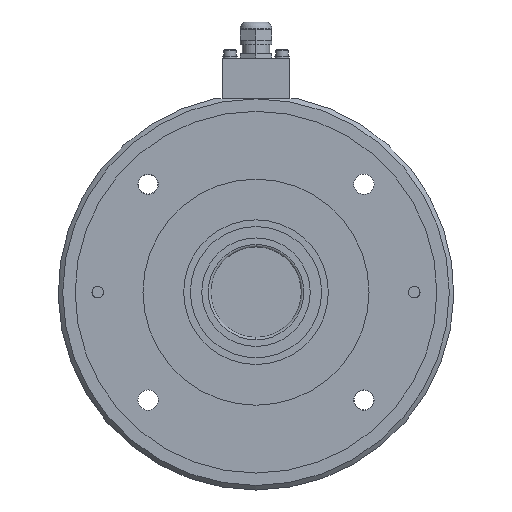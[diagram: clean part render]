
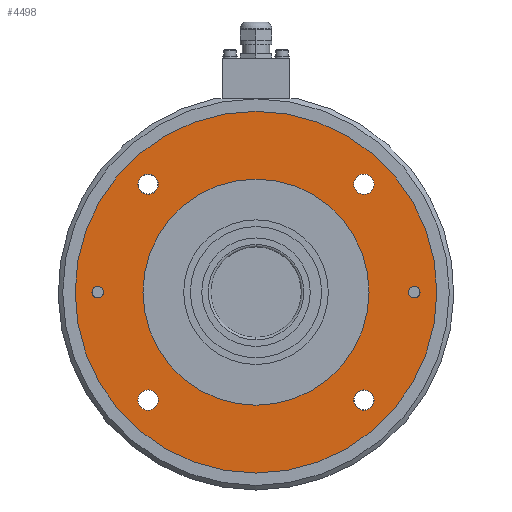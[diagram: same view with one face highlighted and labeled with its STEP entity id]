
A CAD part, left-side view. The second image highlights one B-rep face of the part: STEP entity #4498.
In plain terms, the highlighted face is planar.
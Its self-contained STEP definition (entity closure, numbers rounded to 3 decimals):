
#3848=CARTESIAN_POINT('',(3.1,80.0,0.0));
#3849=VERTEX_POINT('',#3848);
#3858=CARTESIAN_POINT('',(3.1,-80.0,0.));
#3859=VERTEX_POINT('',#3858);
#3860=CARTESIAN_POINT('',(3.1,0.0,0.0));
#3861=DIRECTION('',(1.0,0.0,0.0));
#3862=DIRECTION('',(0.0,1.0,0.0));
#3863=AXIS2_PLACEMENT_3D('',#3860,#3861,#3862);
#3864=CIRCLE('',#3863,80.0);
#3865=EDGE_CURVE('',#3859,#3849,#3864,.T.);
#4018=CARTESIAN_POINT('',(3.1,50.0,0.0));
#4019=VERTEX_POINT('',#4018);
#4035=CARTESIAN_POINT('',(3.1,-50.0,0.));
#4036=VERTEX_POINT('',#4035);
#4043=CARTESIAN_POINT('',(3.1,0.0,0.0));
#4044=DIRECTION('',(1.0,0.0,0.0));
#4045=DIRECTION('',(0.0,1.0,0.0));
#4046=AXIS2_PLACEMENT_3D('',#4043,#4044,#4045);
#4047=CIRCLE('',#4046,50.0);
#4048=EDGE_CURVE('',#4036,#4019,#4047,.T.);
#4060=CARTESIAN_POINT('',(3.1,0.,72.576));
#4061=VERTEX_POINT('',#4060);
#4077=CARTESIAN_POINT('',(3.1,0.,67.424));
#4078=VERTEX_POINT('',#4077);
#4085=CARTESIAN_POINT('',(3.1,0.,70.0));
#4086=DIRECTION('',(-1.0,0.0,0.0));
#4087=DIRECTION('',(0.0,0.0,1.0));
#4088=AXIS2_PLACEMENT_3D('',#4085,#4086,#4087);
#4089=CIRCLE('',#4088,2.576);
#4090=EDGE_CURVE('',#4061,#4078,#4089,.T.);
#4102=CARTESIAN_POINT('',(3.1,47.73,52.23));
#4103=VERTEX_POINT('',#4102);
#4119=CARTESIAN_POINT('',(3.1,47.73,43.23));
#4120=VERTEX_POINT('',#4119);
#4127=CARTESIAN_POINT('',(3.1,47.73,47.73));
#4128=DIRECTION('',(-1.0,0.0,0.0));
#4129=DIRECTION('',(0.0,0.0,1.0));
#4130=AXIS2_PLACEMENT_3D('',#4127,#4128,#4129);
#4131=CIRCLE('',#4130,4.5);
#4132=EDGE_CURVE('',#4103,#4120,#4131,.T.);
#4144=CARTESIAN_POINT('',(3.1,0.,-72.576));
#4145=VERTEX_POINT('',#4144);
#4161=CARTESIAN_POINT('',(3.1,0.,-67.424));
#4162=VERTEX_POINT('',#4161);
#4169=CARTESIAN_POINT('',(3.1,0.,-70.0));
#4170=DIRECTION('',(-1.0,0.0,0.0));
#4171=DIRECTION('',(0.0,0.0,-1.0));
#4172=AXIS2_PLACEMENT_3D('',#4169,#4170,#4171);
#4173=CIRCLE('',#4172,2.576);
#4174=EDGE_CURVE('',#4145,#4162,#4173,.T.);
#4186=CARTESIAN_POINT('',(3.1,52.23,-47.73));
#4187=VERTEX_POINT('',#4186);
#4203=CARTESIAN_POINT('',(3.1,43.23,-47.73));
#4204=VERTEX_POINT('',#4203);
#4211=CARTESIAN_POINT('',(3.1,47.73,-47.73));
#4212=DIRECTION('',(-1.0,0.0,0.0));
#4213=DIRECTION('',(0.0,1.0,0.0));
#4214=AXIS2_PLACEMENT_3D('',#4211,#4212,#4213);
#4215=CIRCLE('',#4214,4.5);
#4216=EDGE_CURVE('',#4187,#4204,#4215,.T.);
#4228=CARTESIAN_POINT('',(3.1,-47.73,-52.23));
#4229=VERTEX_POINT('',#4228);
#4245=CARTESIAN_POINT('',(3.1,-47.73,-43.23));
#4246=VERTEX_POINT('',#4245);
#4253=CARTESIAN_POINT('',(3.1,-47.73,-47.73));
#4254=DIRECTION('',(-1.0,0.0,0.0));
#4255=DIRECTION('',(0.0,0.0,-1.0));
#4256=AXIS2_PLACEMENT_3D('',#4253,#4254,#4255);
#4257=CIRCLE('',#4256,4.5);
#4258=EDGE_CURVE('',#4229,#4246,#4257,.T.);
#4270=CARTESIAN_POINT('',(3.1,-52.23,47.73));
#4271=VERTEX_POINT('',#4270);
#4287=CARTESIAN_POINT('',(3.1,-43.23,47.73));
#4288=VERTEX_POINT('',#4287);
#4295=CARTESIAN_POINT('',(3.1,-47.73,47.73));
#4296=DIRECTION('',(-1.0,0.0,0.0));
#4297=DIRECTION('',(0.0,-1.0,0.0));
#4298=AXIS2_PLACEMENT_3D('',#4295,#4296,#4297);
#4299=CIRCLE('',#4298,4.5);
#4300=EDGE_CURVE('',#4271,#4288,#4299,.T.);
#4311=CARTESIAN_POINT('',(3.1,-47.73,47.73));
#4312=DIRECTION('',(-1.0,0.0,0.0));
#4313=DIRECTION('',(0.0,-1.0,0.0));
#4314=AXIS2_PLACEMENT_3D('',#4311,#4312,#4313);
#4315=CIRCLE('',#4314,4.5);
#4316=EDGE_CURVE('',#4288,#4271,#4315,.T.);
#4335=CARTESIAN_POINT('',(3.1,-47.73,-47.73));
#4336=DIRECTION('',(-1.0,0.0,0.0));
#4337=DIRECTION('',(0.0,0.0,-1.0));
#4338=AXIS2_PLACEMENT_3D('',#4335,#4336,#4337);
#4339=CIRCLE('',#4338,4.5);
#4340=EDGE_CURVE('',#4246,#4229,#4339,.T.);
#4359=CARTESIAN_POINT('',(3.1,47.73,-47.73));
#4360=DIRECTION('',(-1.0,0.0,0.0));
#4361=DIRECTION('',(0.0,1.0,0.0));
#4362=AXIS2_PLACEMENT_3D('',#4359,#4360,#4361);
#4363=CIRCLE('',#4362,4.5);
#4364=EDGE_CURVE('',#4204,#4187,#4363,.T.);
#4383=CARTESIAN_POINT('',(3.1,0.,-70.0));
#4384=DIRECTION('',(-1.0,0.0,0.0));
#4385=DIRECTION('',(0.0,0.0,-1.0));
#4386=AXIS2_PLACEMENT_3D('',#4383,#4384,#4385);
#4387=CIRCLE('',#4386,2.576);
#4388=EDGE_CURVE('',#4162,#4145,#4387,.T.);
#4407=CARTESIAN_POINT('',(3.1,47.73,47.73));
#4408=DIRECTION('',(-1.0,0.0,0.0));
#4409=DIRECTION('',(0.0,0.0,1.0));
#4410=AXIS2_PLACEMENT_3D('',#4407,#4408,#4409);
#4411=CIRCLE('',#4410,4.5);
#4412=EDGE_CURVE('',#4120,#4103,#4411,.T.);
#4431=CARTESIAN_POINT('',(3.1,0.,70.0));
#4432=DIRECTION('',(-1.0,0.0,0.0));
#4433=DIRECTION('',(0.0,0.0,1.0));
#4434=AXIS2_PLACEMENT_3D('',#4431,#4432,#4433);
#4435=CIRCLE('',#4434,2.576);
#4436=EDGE_CURVE('',#4078,#4061,#4435,.T.);
#4449=CARTESIAN_POINT('',(3.1,-88.0,88.0));
#4450=DIRECTION('',(1.0,0.0,0.0));
#4451=DIRECTION('',(0.0,0.0,-1.0));
#4452=AXIS2_PLACEMENT_3D('',#4449,#4450,#4451);
#4453=PLANE('',#4452);
#4454=CARTESIAN_POINT('',(3.1,0.0,0.0));
#4455=DIRECTION('',(1.0,0.0,0.0));
#4456=DIRECTION('',(0.0,1.0,0.0));
#4457=AXIS2_PLACEMENT_3D('',#4454,#4455,#4456);
#4458=CIRCLE('',#4457,80.0);
#4459=EDGE_CURVE('',#3849,#3859,#4458,.T.);
#4460=ORIENTED_EDGE('',*,*,#4459,.T.);
#4461=ORIENTED_EDGE('',*,*,#3865,.T.);
#4462=EDGE_LOOP('',(#4460,#4461));
#4463=FACE_OUTER_BOUND('',#4462,.T.);
#4464=ORIENTED_EDGE('',*,*,#4316,.T.);
#4465=ORIENTED_EDGE('',*,*,#4300,.T.);
#4466=EDGE_LOOP('',(#4464,#4465));
#4467=FACE_BOUND('',#4466,.T.);
#4468=ORIENTED_EDGE('',*,*,#4340,.T.);
#4469=ORIENTED_EDGE('',*,*,#4258,.T.);
#4470=EDGE_LOOP('',(#4468,#4469));
#4471=FACE_BOUND('',#4470,.T.);
#4472=ORIENTED_EDGE('',*,*,#4364,.T.);
#4473=ORIENTED_EDGE('',*,*,#4216,.T.);
#4474=EDGE_LOOP('',(#4472,#4473));
#4475=FACE_BOUND('',#4474,.T.);
#4476=ORIENTED_EDGE('',*,*,#4388,.T.);
#4477=ORIENTED_EDGE('',*,*,#4174,.T.);
#4478=EDGE_LOOP('',(#4476,#4477));
#4479=FACE_BOUND('',#4478,.T.);
#4480=ORIENTED_EDGE('',*,*,#4412,.T.);
#4481=ORIENTED_EDGE('',*,*,#4132,.T.);
#4482=EDGE_LOOP('',(#4480,#4481));
#4483=FACE_BOUND('',#4482,.T.);
#4484=ORIENTED_EDGE('',*,*,#4436,.T.);
#4485=ORIENTED_EDGE('',*,*,#4090,.T.);
#4486=EDGE_LOOP('',(#4484,#4485));
#4487=FACE_BOUND('',#4486,.T.);
#4488=CARTESIAN_POINT('',(3.1,0.0,0.0));
#4489=DIRECTION('',(1.0,0.0,0.0));
#4490=DIRECTION('',(0.0,1.0,0.0));
#4491=AXIS2_PLACEMENT_3D('',#4488,#4489,#4490);
#4492=CIRCLE('',#4491,50.0);
#4493=EDGE_CURVE('',#4019,#4036,#4492,.T.);
#4494=ORIENTED_EDGE('',*,*,#4493,.F.);
#4495=ORIENTED_EDGE('',*,*,#4048,.F.);
#4496=EDGE_LOOP('',(#4494,#4495));
#4497=FACE_BOUND('',#4496,.T.);
#4498=ADVANCED_FACE('',(#4463,#4467,#4471,#4475,#4479,#4483,#4487,#4497),#4453,.T.);
